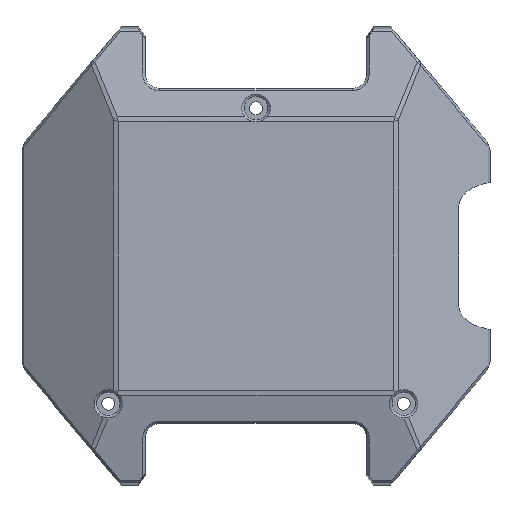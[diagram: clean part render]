
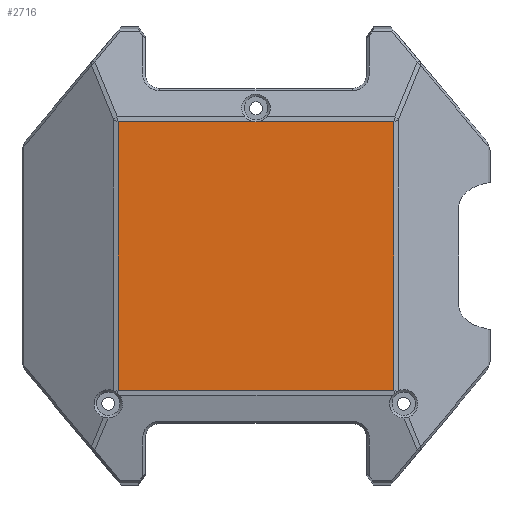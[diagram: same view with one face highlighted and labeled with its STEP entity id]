
A CAD part, front view. The second image highlights one B-rep face of the part: STEP entity #2716.
In plain terms, the highlighted planar face has unit normal (0, -1, 0).
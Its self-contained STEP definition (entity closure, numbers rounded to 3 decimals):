
#107=B_SPLINE_CURVE_WITH_KNOTS('',3,(#4617,#4618,#4619,#4620,#4621,#4622,
#4623),.UNSPECIFIED.,.F.,.F.,(4,3,4),(0.08,0.089,
0.096),.UNSPECIFIED.);
#111=B_SPLINE_CURVE_WITH_KNOTS('',3,(#4644,#4645,#4646,#4647,#4648,#4649,
#4650,#4651),.UNSPECIFIED.,.F.,.F.,(4,2,2,4),(0.096,0.097,
0.105,0.113),.UNSPECIFIED.);
#322=FACE_OUTER_BOUND('',#485,.T.);
#485=EDGE_LOOP('',(#2316,#2317,#2318,#2319,#2320,#2321,#2322));
#696=LINE('',#4463,#968);
#704=LINE('',#4533,#976);
#706=LINE('',#4653,#978);
#709=LINE('',#4658,#981);
#742=LINE('',#4835,#1014);
#968=VECTOR('',#3338,10.);
#976=VECTOR('',#3352,10.);
#978=VECTOR('',#3358,10.);
#981=VECTOR('',#3363,10.);
#1014=VECTOR('',#3448,10.);
#1256=VERTEX_POINT('',#4460);
#1257=VERTEX_POINT('',#4462);
#1260=VERTEX_POINT('',#4532);
#1261=VERTEX_POINT('',#4576);
#1262=VERTEX_POINT('',#4587);
#1263=VERTEX_POINT('',#4616);
#1266=VERTEX_POINT('',#4656);
#1566=EDGE_CURVE('',#1256,#1257,#696,.T.);
#1578=EDGE_CURVE('',#1257,#1260,#704,.T.);
#1582=EDGE_CURVE('',#1262,#1263,#107,.T.);
#1586=EDGE_CURVE('',#1263,#1261,#111,.T.);
#1587=EDGE_CURVE('',#1261,#1256,#706,.T.);
#1590=EDGE_CURVE('',#1266,#1262,#709,.T.);
#1632=EDGE_CURVE('',#1260,#1266,#742,.T.);
#2316=ORIENTED_EDGE('',*,*,#1582,.F.);
#2317=ORIENTED_EDGE('',*,*,#1590,.F.);
#2318=ORIENTED_EDGE('',*,*,#1632,.F.);
#2319=ORIENTED_EDGE('',*,*,#1578,.F.);
#2320=ORIENTED_EDGE('',*,*,#1566,.F.);
#2321=ORIENTED_EDGE('',*,*,#1587,.F.);
#2322=ORIENTED_EDGE('',*,*,#1586,.F.);
#2583=PLANE('',#2907);
#2716=ADVANCED_FACE('',(#322),#2583,.T.);
#2907=AXIS2_PLACEMENT_3D('',#4953,#3499,#3500);
#3338=DIRECTION('',(0.,0.,-1.));
#3352=DIRECTION('',(-1.,0.,0.));
#3358=DIRECTION('',(1.,0.,0.));
#3363=DIRECTION('',(1.,0.,0.));
#3448=DIRECTION('',(0.,0.,1.));
#3499=DIRECTION('center_axis',(0.,-1.,0.));
#3500=DIRECTION('ref_axis',(0.,0.,-1.));
#4460=CARTESIAN_POINT('',(14.,-0.5,13.63));
#4462=CARTESIAN_POINT('',(14.,-0.5,-13.63));
#4463=CARTESIAN_POINT('',(14.,-0.5,2.813));
#4532=CARTESIAN_POINT('',(-14.,-0.5,-13.63));
#4533=CARTESIAN_POINT('',(-5.625,-0.5,-13.63));
#4576=CARTESIAN_POINT('',(0.165,-0.5,13.63));
#4587=CARTESIAN_POINT('',(-0.165,-0.5,13.63));
#4616=CARTESIAN_POINT('',(0.,-0.5,13.622));
#4617=CARTESIAN_POINT('Ctrl Pts',(-0.165,-0.5,
13.63));
#4618=CARTESIAN_POINT('Ctrl Pts',(-0.135,-0.5,
13.627));
#4619=CARTESIAN_POINT('Ctrl Pts',(-0.105,-0.5,
13.625));
#4620=CARTESIAN_POINT('Ctrl Pts',(-0.075,-0.5,
13.624));
#4621=CARTESIAN_POINT('Ctrl Pts',(-0.05,-0.5,
13.623));
#4622=CARTESIAN_POINT('Ctrl Pts',(-0.025,-0.5,13.622));
#4623=CARTESIAN_POINT('Ctrl Pts',(0.,-0.5,13.622));
#4644=CARTESIAN_POINT('Ctrl Pts',(0.,-0.5,13.622));
#4645=CARTESIAN_POINT('Ctrl Pts',(0.002,-0.5,13.622));
#4646=CARTESIAN_POINT('Ctrl Pts',(0.004,-0.5,13.622));
#4647=CARTESIAN_POINT('Ctrl Pts',(0.033,-0.5,13.622));
#4648=CARTESIAN_POINT('Ctrl Pts',(0.061,-0.5,
13.623));
#4649=CARTESIAN_POINT('Ctrl Pts',(0.114,-0.5,13.626));
#4650=CARTESIAN_POINT('Ctrl Pts',(0.14,-0.5,13.628));
#4651=CARTESIAN_POINT('Ctrl Pts',(0.165,-0.5,13.63));
#4653=CARTESIAN_POINT('',(-5.625,-0.5,13.63));
#4656=CARTESIAN_POINT('',(-14.,-0.5,13.63));
#4658=CARTESIAN_POINT('',(-5.625,-0.5,13.63));
#4835=CARTESIAN_POINT('',(-14.,-0.5,-2.813));
#4953=CARTESIAN_POINT('Origin',(0.,-0.5,0.));
